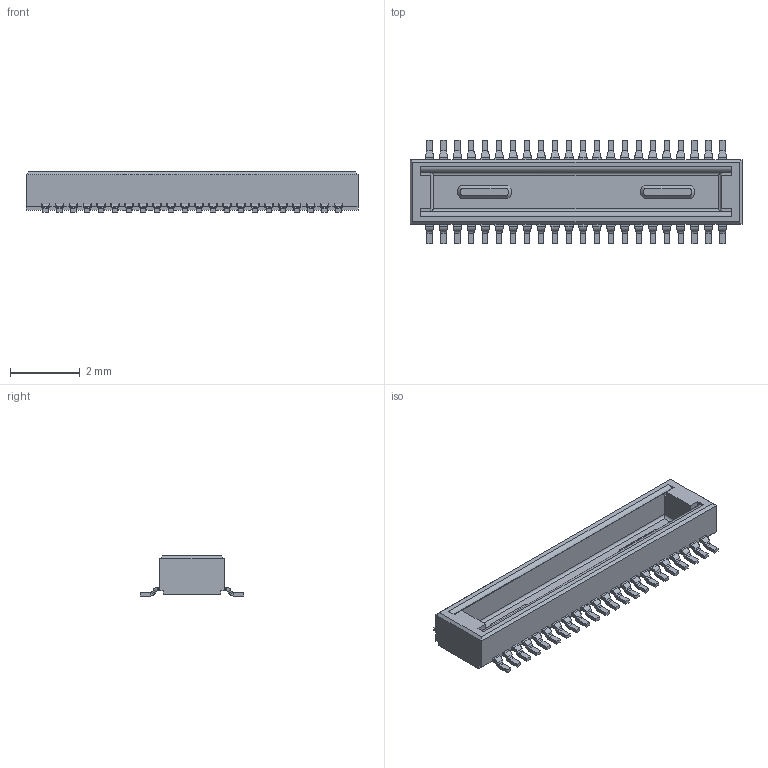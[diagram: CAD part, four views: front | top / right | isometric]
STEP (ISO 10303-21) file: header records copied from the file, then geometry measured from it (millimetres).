
FILE_DESCRIPTION( ('This file contains a STEP AP42 implementation' ,'as created by ZW3D STEP Interface translator.') ,'2;1' );
FILE_NAME( '3630-P040-011XXR01.stp' ,'23 313. 94123', (''), ('ZWCAD Software Co.'), 'Version 1.0', 'ZW3D to STEP translator', '' );
FILE_SCHEMA(('AUTOMOTIVE_DESIGN { 1 0 10303 214 1 1 1 1 }'));
Length unit declared in the file: millimetre
Products named in the file (2): 0; 3630-P040-011XXR01
Bounding box: 9.52 x 2.97 x 1.15 mm (x, y, z)
Volume: 11.3 mm3; surface area: 90.7 mm2
Topology: 1 solids, 1 shells, 1113 faces, 2604 edges, 1496 vertices
Faces by surface type: plane 659, bspline 268, cylinder 186
Entity records: 38056 total; most frequent: CARTESIAN_POINT 13350, ORIENTED_EDGE 5208, DIRECTION 4108, EDGE_CURVE 2604, VECTOR 2048, LINE 2048, VERTEX_POINT 1496, EDGE_LOOP 1116
